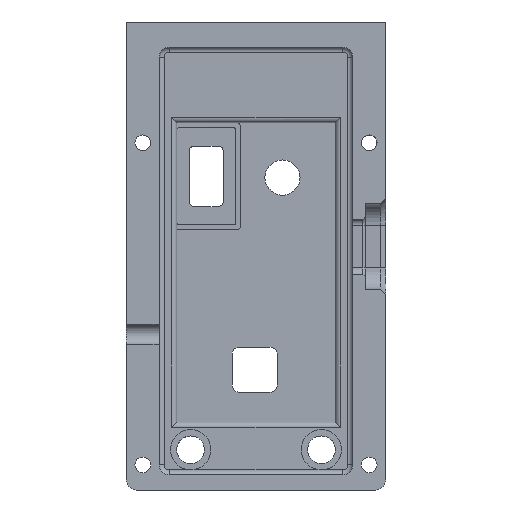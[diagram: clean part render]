
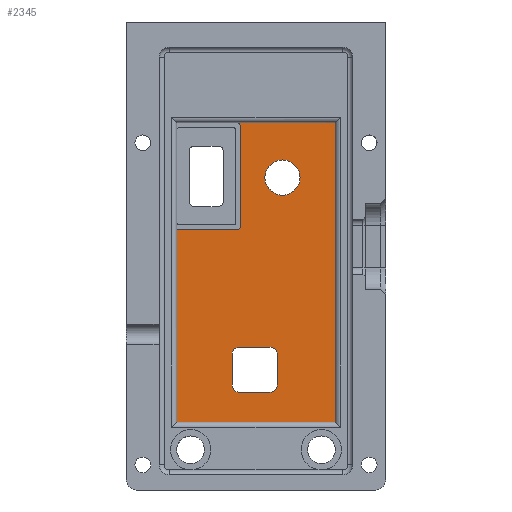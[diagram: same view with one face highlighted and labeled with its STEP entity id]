
A CAD part, front view. The second image highlights one B-rep face of the part: STEP entity #2345.
In plain terms, the highlighted planar face has unit normal (0, -1, 0).
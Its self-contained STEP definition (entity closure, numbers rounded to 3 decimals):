
#68=FACE_BOUND('',#288,.T.);
#69=FACE_BOUND('',#289,.T.);
#90=PLANE('',#2517);
#150=FACE_OUTER_BOUND('',#287,.T.);
#287=EDGE_LOOP('',(#1612,#1613,#1614,#1615,#1616,#1617,#1618,#1619));
#288=EDGE_LOOP('',(#1620));
#289=EDGE_LOOP('',(#1621,#1622,#1623,#1624,#1625,#1626,#1627,#1628));
#430=LINE('',#3512,#637);
#434=LINE('',#3524,#641);
#454=LINE('',#3580,#661);
#455=LINE('',#3582,#662);
#456=LINE('',#3584,#663);
#457=LINE('',#3585,#664);
#458=LINE('',#3590,#665);
#459=LINE('',#3594,#666);
#460=LINE('',#3598,#667);
#461=LINE('',#3602,#668);
#637=VECTOR('',#2771,10.);
#641=VECTOR('',#2783,10.);
#661=VECTOR('',#2837,10.);
#662=VECTOR('',#2838,10.);
#663=VECTOR('',#2839,10.);
#664=VECTOR('',#2840,10.);
#665=VECTOR('',#2843,10.);
#666=VECTOR('',#2846,10.);
#667=VECTOR('',#2849,10.);
#668=VECTOR('',#2852,10.);
#842=CIRCLE('',#2494,1.);
#844=CIRCLE('',#2498,1.);
#854=CIRCLE('',#2518,3.5);
#855=CIRCLE('',#2519,1.5);
#856=CIRCLE('',#2520,1.5);
#857=CIRCLE('',#2521,1.5);
#858=CIRCLE('',#2522,1.5);
#969=VERTEX_POINT('',#3502);
#970=VERTEX_POINT('',#3503);
#973=VERTEX_POINT('',#3511);
#975=VERTEX_POINT('',#3517);
#977=VERTEX_POINT('',#3523);
#996=VERTEX_POINT('',#3579);
#997=VERTEX_POINT('',#3581);
#998=VERTEX_POINT('',#3583);
#999=VERTEX_POINT('',#3586);
#1000=VERTEX_POINT('',#3588);
#1001=VERTEX_POINT('',#3589);
#1002=VERTEX_POINT('',#3591);
#1003=VERTEX_POINT('',#3593);
#1004=VERTEX_POINT('',#3595);
#1005=VERTEX_POINT('',#3597);
#1006=VERTEX_POINT('',#3599);
#1007=VERTEX_POINT('',#3601);
#1193=EDGE_CURVE('',#969,#970,#842,.T.);
#1197=EDGE_CURVE('',#970,#973,#430,.T.);
#1200=EDGE_CURVE('',#973,#975,#844,.T.);
#1203=EDGE_CURVE('',#975,#977,#434,.T.);
#1231=EDGE_CURVE('',#977,#996,#454,.T.);
#1232=EDGE_CURVE('',#996,#997,#455,.T.);
#1233=EDGE_CURVE('',#997,#998,#456,.T.);
#1234=EDGE_CURVE('',#998,#969,#457,.T.);
#1235=EDGE_CURVE('',#999,#999,#854,.T.);
#1236=EDGE_CURVE('',#1000,#1001,#458,.T.);
#1237=EDGE_CURVE('',#1001,#1002,#855,.T.);
#1238=EDGE_CURVE('',#1002,#1003,#459,.T.);
#1239=EDGE_CURVE('',#1003,#1004,#856,.T.);
#1240=EDGE_CURVE('',#1004,#1005,#460,.T.);
#1241=EDGE_CURVE('',#1005,#1006,#857,.T.);
#1242=EDGE_CURVE('',#1006,#1007,#461,.T.);
#1243=EDGE_CURVE('',#1007,#1000,#858,.T.);
#1612=ORIENTED_EDGE('',*,*,#1203,.T.);
#1613=ORIENTED_EDGE('',*,*,#1231,.T.);
#1614=ORIENTED_EDGE('',*,*,#1232,.T.);
#1615=ORIENTED_EDGE('',*,*,#1233,.T.);
#1616=ORIENTED_EDGE('',*,*,#1234,.T.);
#1617=ORIENTED_EDGE('',*,*,#1193,.T.);
#1618=ORIENTED_EDGE('',*,*,#1197,.T.);
#1619=ORIENTED_EDGE('',*,*,#1200,.T.);
#1620=ORIENTED_EDGE('',*,*,#1235,.T.);
#1621=ORIENTED_EDGE('',*,*,#1236,.T.);
#1622=ORIENTED_EDGE('',*,*,#1237,.T.);
#1623=ORIENTED_EDGE('',*,*,#1238,.T.);
#1624=ORIENTED_EDGE('',*,*,#1239,.T.);
#1625=ORIENTED_EDGE('',*,*,#1240,.T.);
#1626=ORIENTED_EDGE('',*,*,#1241,.T.);
#1627=ORIENTED_EDGE('',*,*,#1242,.T.);
#1628=ORIENTED_EDGE('',*,*,#1243,.T.);
#2345=ADVANCED_FACE('',(#150,#68,#69),#90,.F.);
#2494=AXIS2_PLACEMENT_3D('',#3504,#2763,#2764);
#2498=AXIS2_PLACEMENT_3D('',#3518,#2776,#2777);
#2517=AXIS2_PLACEMENT_3D('',#3578,#2835,#2836);
#2518=AXIS2_PLACEMENT_3D('',#3587,#2841,#2842);
#2519=AXIS2_PLACEMENT_3D('',#3592,#2844,#2845);
#2520=AXIS2_PLACEMENT_3D('',#3596,#2847,#2848);
#2521=AXIS2_PLACEMENT_3D('',#3600,#2850,#2851);
#2522=AXIS2_PLACEMENT_3D('',#3603,#2853,#2854);
#2763=DIRECTION('center_axis',(0.,1.,0.));
#2764=DIRECTION('ref_axis',(1.,0.,0.));
#2771=DIRECTION('',(0.,0.,-1.));
#2776=DIRECTION('center_axis',(0.,1.,0.));
#2777=DIRECTION('ref_axis',(0.,0.,-1.));
#2783=DIRECTION('',(-1.,0.,0.));
#2835=DIRECTION('center_axis',(0.,1.,0.));
#2836=DIRECTION('ref_axis',(0.,0.,1.));
#2837=DIRECTION('',(0.,0.,-1.));
#2838=DIRECTION('',(1.,0.,0.));
#2839=DIRECTION('',(0.,0.,1.));
#2840=DIRECTION('',(-1.,0.,0.));
#2841=DIRECTION('center_axis',(0.,1.,0.));
#2842=DIRECTION('ref_axis',(0.,0.,1.));
#2843=DIRECTION('',(1.,0.,0.));
#2844=DIRECTION('center_axis',(0.,1.,0.));
#2845=DIRECTION('ref_axis',(1.,0.,0.));
#2846=DIRECTION('',(0.,0.,-1.));
#2847=DIRECTION('center_axis',(0.,1.,0.));
#2848=DIRECTION('ref_axis',(0.,0.,-1.));
#2849=DIRECTION('',(-1.,0.,0.));
#2850=DIRECTION('center_axis',(0.,1.,0.));
#2851=DIRECTION('ref_axis',(-1.,0.,0.));
#2852=DIRECTION('',(0.,0.,1.));
#2853=DIRECTION('center_axis',(0.,1.,0.));
#2854=DIRECTION('ref_axis',(0.,0.,1.));
#3502=CARTESIAN_POINT('',(21.75,16.,-20.));
#3503=CARTESIAN_POINT('',(22.75,16.,-21.));
#3504=CARTESIAN_POINT('Origin',(21.75,16.,-21.));
#3511=CARTESIAN_POINT('',(22.75,16.,-40.33));
#3512=CARTESIAN_POINT('',(22.75,16.,-45.594));
#3517=CARTESIAN_POINT('',(21.75,16.,-41.33));
#3518=CARTESIAN_POINT('Origin',(21.75,16.,-40.33));
#3523=CARTESIAN_POINT('',(10.,16.,-41.33));
#3524=CARTESIAN_POINT('',(17.875,16.,-41.33));
#3578=CARTESIAN_POINT('Origin',(25.75,16.,-50.858));
#3579=CARTESIAN_POINT('',(10.,16.,-79.5));
#3580=CARTESIAN_POINT('',(10.,16.,-20.));
#3581=CARTESIAN_POINT('',(41.5,16.,-79.5));
#3582=CARTESIAN_POINT('',(10.,16.,-79.5));
#3583=CARTESIAN_POINT('',(41.5,16.,-20.));
#3584=CARTESIAN_POINT('',(41.5,16.,-79.5));
#3585=CARTESIAN_POINT('',(41.5,16.,-20.));
#3586=CARTESIAN_POINT('',(31.01,16.,-34.415));
#3587=CARTESIAN_POINT('Origin',(31.01,16.,-30.915));
#3588=CARTESIAN_POINT('',(22.5,16.,-64.585));
#3589=CARTESIAN_POINT('',(28.5,16.,-64.585));
#3590=CARTESIAN_POINT('',(24.125,16.,-64.585));
#3591=CARTESIAN_POINT('',(30.,16.,-66.085));
#3592=CARTESIAN_POINT('Origin',(28.5,16.,-66.085));
#3593=CARTESIAN_POINT('',(30.,16.,-72.085));
#3594=CARTESIAN_POINT('',(30.,16.,-58.472));
#3595=CARTESIAN_POINT('',(28.5,16.,-73.585));
#3596=CARTESIAN_POINT('Origin',(28.5,16.,-72.085));
#3597=CARTESIAN_POINT('',(22.5,16.,-73.585));
#3598=CARTESIAN_POINT('',(27.125,16.,-73.585));
#3599=CARTESIAN_POINT('',(21.,16.,-72.085));
#3600=CARTESIAN_POINT('Origin',(22.5,16.,-72.085));
#3601=CARTESIAN_POINT('',(21.,16.,-66.085));
#3602=CARTESIAN_POINT('',(21.,16.,-61.472));
#3603=CARTESIAN_POINT('Origin',(22.5,16.,-66.085));
